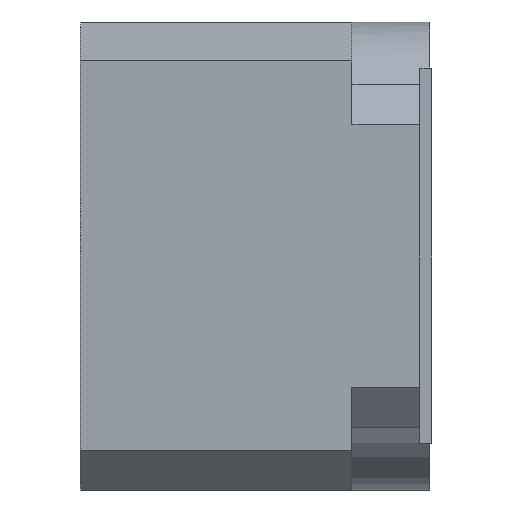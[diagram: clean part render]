
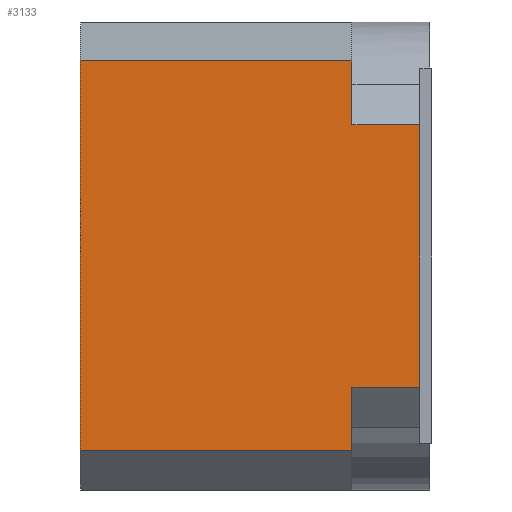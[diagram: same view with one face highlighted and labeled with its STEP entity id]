
A CAD part, left-side view. The second image highlights one B-rep face of the part: STEP entity #3133.
In plain terms, the highlighted planar face has unit normal (-1, 0, 0).
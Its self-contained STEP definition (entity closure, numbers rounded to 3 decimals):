
#961 = VERTEX_POINT('',#962);
#962 = CARTESIAN_POINT('',(-3.,2.24,-2.5));
#968 = EDGE_CURVE('',#961,#969,#971,.T.);
#969 = VERTEX_POINT('',#970);
#970 = CARTESIAN_POINT('',(-3.,2.24,2.5));
#971 = LINE('',#972,#973);
#972 = CARTESIAN_POINT('',(-3.,2.24,3.));
#973 = VECTOR('',#974,1.);
#974 = DIRECTION('',(-0.,-0.,1.));
#3133 = ADVANCED_FACE('',(#3134),#3191,.F.);
#3134 = FACE_BOUND('',#3135,.T.);
#3135 = EDGE_LOOP('',(#3136,#3146,#3154,#3162,#3168,#3169,#3177,#3185));
#3136 = ORIENTED_EDGE('',*,*,#3137,.T.);
#3137 = EDGE_CURVE('',#3138,#3140,#3142,.T.);
#3138 = VERTEX_POINT('',#3139);
#3139 = CARTESIAN_POINT('',(-3.,-2.11,-1.68));
#3140 = VERTEX_POINT('',#3141);
#3141 = CARTESIAN_POINT('',(-3.,-2.11,1.68));
#3142 = LINE('',#3143,#3144);
#3143 = CARTESIAN_POINT('',(-3.,-2.11,2.2));
#3144 = VECTOR('',#3145,1.);
#3145 = DIRECTION('',(0.,0.,1.));
#3146 = ORIENTED_EDGE('',*,*,#3147,.F.);
#3147 = EDGE_CURVE('',#3148,#3140,#3150,.T.);
#3148 = VERTEX_POINT('',#3149);
#3149 = CARTESIAN_POINT('',(-3.,-1.24,1.68));
#3150 = LINE('',#3151,#3152);
#3151 = CARTESIAN_POINT('',(-3.,-1.24,1.68));
#3152 = VECTOR('',#3153,1.);
#3153 = DIRECTION('',(-0.,-1.,-0.));
#3154 = ORIENTED_EDGE('',*,*,#3155,.F.);
#3155 = EDGE_CURVE('',#3156,#3148,#3158,.T.);
#3156 = VERTEX_POINT('',#3157);
#3157 = CARTESIAN_POINT('',(-3.,-1.24,2.5));
#3158 = LINE('',#3159,#3160);
#3159 = CARTESIAN_POINT('',(-3.,-1.24,3.1));
#3160 = VECTOR('',#3161,1.);
#3161 = DIRECTION('',(0.,0.,-1.));
#3162 = ORIENTED_EDGE('',*,*,#3163,.T.);
#3163 = EDGE_CURVE('',#3156,#969,#3164,.T.);
#3164 = LINE('',#3165,#3166);
#3165 = CARTESIAN_POINT('',(-3.,-2.241,2.5));
#3166 = VECTOR('',#3167,1.);
#3167 = DIRECTION('',(-0.,1.,-0.));
#3168 = ORIENTED_EDGE('',*,*,#968,.F.);
#3169 = ORIENTED_EDGE('',*,*,#3170,.F.);
#3170 = EDGE_CURVE('',#3171,#961,#3173,.T.);
#3171 = VERTEX_POINT('',#3172);
#3172 = CARTESIAN_POINT('',(-3.,-1.24,-2.5));
#3173 = LINE('',#3174,#3175);
#3174 = CARTESIAN_POINT('',(-3.,-2.241,-2.5));
#3175 = VECTOR('',#3176,1.);
#3176 = DIRECTION('',(-0.,1.,-0.));
#3177 = ORIENTED_EDGE('',*,*,#3178,.T.);
#3178 = EDGE_CURVE('',#3171,#3179,#3181,.T.);
#3179 = VERTEX_POINT('',#3180);
#3180 = CARTESIAN_POINT('',(-3.,-1.24,-1.68));
#3181 = LINE('',#3182,#3183);
#3182 = CARTESIAN_POINT('',(-3.,-1.24,-3.1));
#3183 = VECTOR('',#3184,1.);
#3184 = DIRECTION('',(0.,0.,1.));
#3185 = ORIENTED_EDGE('',*,*,#3186,.T.);
#3186 = EDGE_CURVE('',#3179,#3138,#3187,.T.);
#3187 = LINE('',#3188,#3189);
#3188 = CARTESIAN_POINT('',(-3.,-1.24,-1.68));
#3189 = VECTOR('',#3190,1.);
#3190 = DIRECTION('',(-0.,-1.,-0.));
#3191 = PLANE('',#3192);
#3192 = AXIS2_PLACEMENT_3D('',#3193,#3194,#3195);
#3193 = CARTESIAN_POINT('',(-3.,2.24,3.));
#3194 = DIRECTION('',(1.,-0.,0.));
#3195 = DIRECTION('',(0.,0.,-1.));
